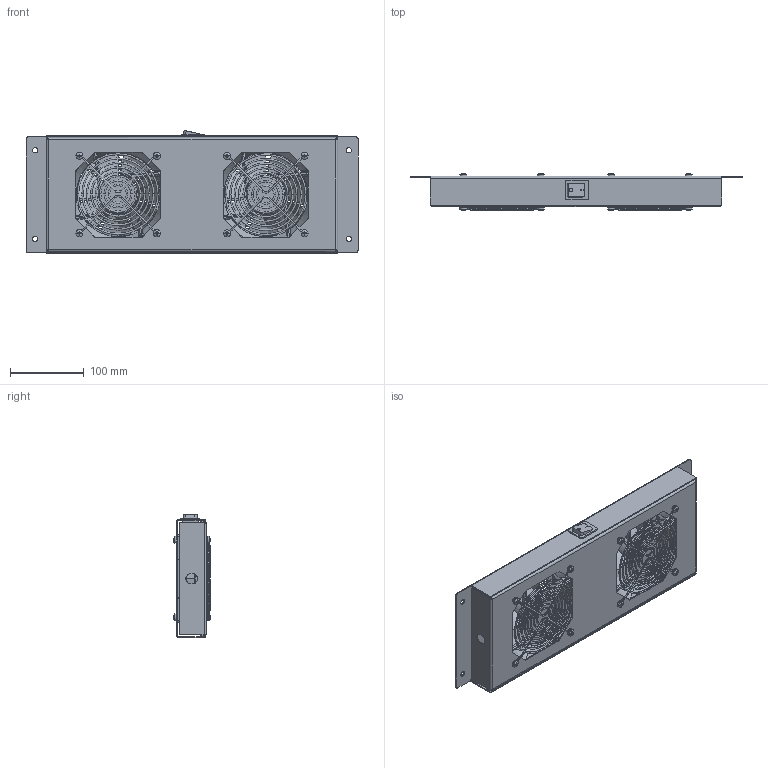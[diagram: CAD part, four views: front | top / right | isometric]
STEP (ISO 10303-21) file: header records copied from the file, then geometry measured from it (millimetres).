
FILE_DESCRIPTION (( 'STEP AP203' ), '1' );
FILE_NAME ('R5VSIT6002F.STEP', '2014-04-04T11:32:01', ( 'admin' ), ( '' ), 'SwSTEP 2.0', 'SolidWorks 2013', '' );
FILE_SCHEMA (( 'CONFIG_CONTROL_DESIGN' ));
Length unit declared in the file: millimetre
Products named in the file (7): QB03C150; Ventola 120mm; QB03C149_QB03C143; griglia ventola 120mm; A2200024; Interruttori per ventole_Standard; R5VSIT6002F
Assembly tree (23 placements, depth 2):
  R5VSIT6002F
    QB03C150
    Ventola 120mm  x2
    QB03C149_QB03C143
    griglia ventola 120mm  x2
    A2200024  x16
    Interruttori per ventole_Standard
Bounding box: 450 x 50.1 x 167.15 mm (x, y, z)
Volume: 539194.3 mm3; surface area: 487072.6 mm2
Topology: 41 solids, 41 shells, 1655 faces, 4446 edges, 2868 vertices
Faces by surface type: plane 1040, cylinder 257, bspline 176, torus 96, cone 54, sphere 32
Entity records: 33754 total; most frequent: CARTESIAN_POINT 10156, ORIENTED_EDGE 4824, DIRECTION 4235, EDGE_CURVE 2412, LINE 1759, VECTOR 1759, VERTEX_POINT 1566, AXIS2_PLACEMENT_3D 1238
